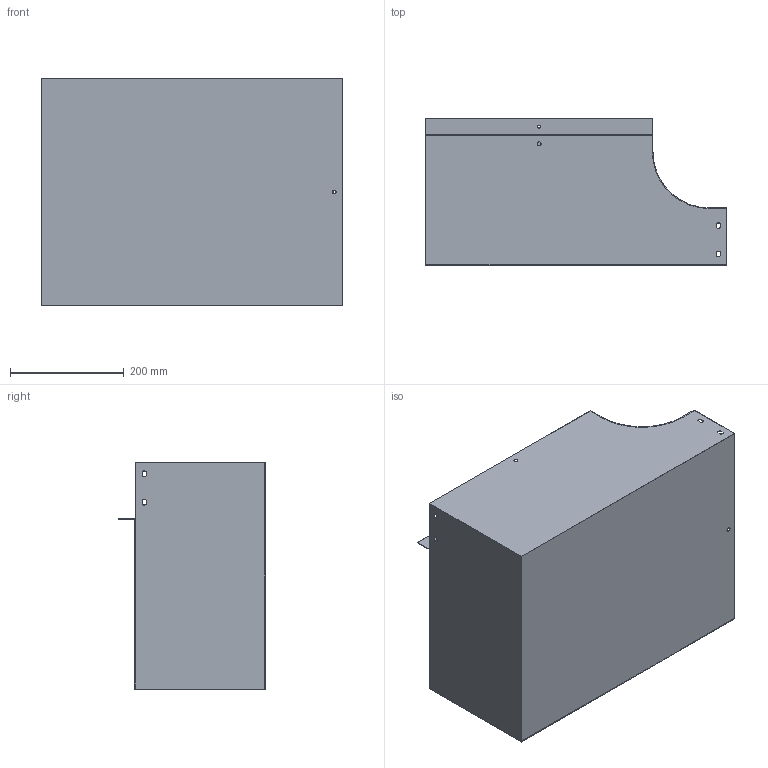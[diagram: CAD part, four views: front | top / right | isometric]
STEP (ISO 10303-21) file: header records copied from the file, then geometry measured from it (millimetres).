
FILE_DESCRIPTION (( 'STEP AP203' ), '1' );
FILE_NAME ('Óãîë âåðòèêàëüíûé âíåøíèéCSSS_37076.STEP', '2012-11-09T08:58:02', ( 'Àñååâ' ), ( '' ), 'SwSTEP 2.0', 'SolidWorks 2012', '' );
FILE_SCHEMA (( 'CONFIG_CONTROL_DESIGN' ));
Length unit declared in the file: millimetre
Products named in the file (1): 鱼铍 忮痱桕嚯 忭屮龛镃SSS_37076
Bounding box: 531 x 259 x 400 mm (x, y, z)
Volume: 733995.4 mm3; surface area: 1470360.9 mm2
Topology: 1 solids, 1 shells, 57 faces, 167 edges, 111 vertices
Faces by surface type: plane 35, cylinder 22
Full cylindrical faces by diameter (mm): 5 x2, 7 x2
Entity records: 1997 total; most frequent: CARTESIAN_POINT 330, ORIENTED_EDGE 324, DIRECTION 322, EDGE_CURVE 162, LINE 118, VECTOR 118, VERTEX_POINT 110, AXIS2_PLACEMENT_3D 102
